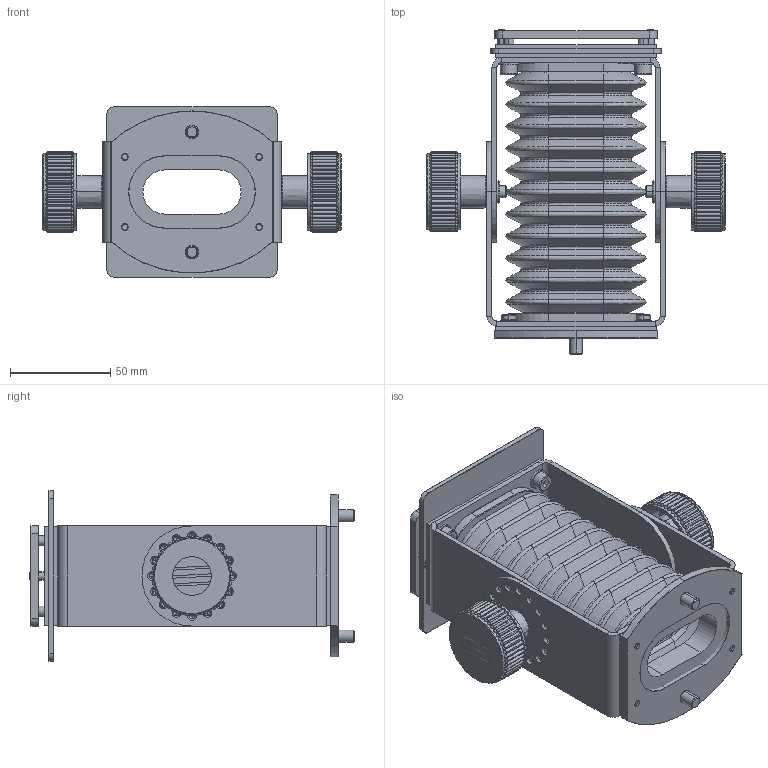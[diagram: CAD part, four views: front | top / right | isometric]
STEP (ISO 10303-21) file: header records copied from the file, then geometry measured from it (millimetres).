
FILE_DESCRIPTION (( 'STEP AP214' ), '1' );
FILE_NAME ('50021001.STEP', '2008-10-29T14:25:32', ( ' ' ), ( '' ), 'SwSTEP 2.0', 'SolidWorks 2008', '' );
FILE_SCHEMA (( 'AUTOMOTIVE_DESIGN' ));
Length unit declared in the file: millimetre
Products named in the file (17): 98052_Standard; 93635_Standard; 94745_Standard; 98061_Standard; 93238_Standard; 98676_Standard; 50021001; 95350_Standard; 94660_Faltenbalg eingebaut; 95345_Standard; 99586_Standard; Einpressmutter S-M6-1_Standard; 95229_Standard; 95349_Standard; 82373_Standard; 95348_Standard
Assembly tree (34 placements, depth 3):
  50021001
    93238_Standard  x4
    98676_Standard  x2
    95345_Standard
    98052_Standard  x4
    95348_Standard
    98061_Standard  x4
    94660_Faltenbalg eingebaut
    82373_Standard  x3
    95229_Standard
      Einpressmutter S-M6-1_Standard  x2
      95229_Standard
    93635_Standard  x4
    94745_Standard  x2
    95349_Standard
    95350_Standard
    99586_Standard  x2
Bounding box: 149.6 x 162 x 85.2 mm (x, y, z)
Volume: 204391.4 mm3; surface area: 205882.3 mm2
Topology: 137 solids, 137 shells, 2913 faces, 6503 edges, 3890 vertices
Faces by surface type: plane 942, cylinder 885, cone 366, torus 350, bspline 330, sphere 40
Entity records: 84671 total; most frequent: CARTESIAN_POINT 34560, DIRECTION 8249, ORIENTED_EDGE 7934, EDGE_CURVE 3967, AXIS2_PLACEMENT_3D 3235, VERTEX_POINT 2347, EDGE_LOOP 1988, ADVANCED_FACE 1811
